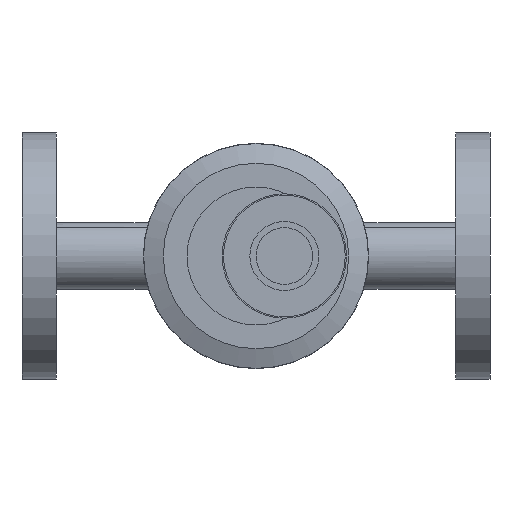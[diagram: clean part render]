
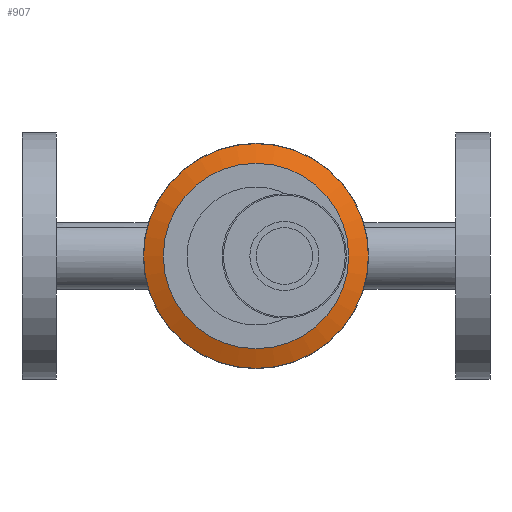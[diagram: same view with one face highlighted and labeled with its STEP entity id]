
A CAD part, left-side view. The second image highlights one B-rep face of the part: STEP entity #907.
In plain terms, the highlighted conical face has half-angle 70.048 degrees and reference radius 41.641 mm.
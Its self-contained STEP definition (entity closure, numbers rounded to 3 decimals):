
#26=CONICAL_SURFACE('',#1047,41.641,1.223);
#129=FACE_OUTER_BOUND('',#214,.T.);
#214=EDGE_LOOP('',(#764,#765,#766,#767));
#271=LINE('',#1762,#307);
#307=VECTOR('',#1307,41.641);
#375=CIRCLE('',#1046,45.652);
#376=CIRCLE('',#1048,37.631);
#456=VERTEX_POINT('',#1757);
#457=VERTEX_POINT('',#1760);
#564=EDGE_CURVE('',#456,#456,#375,.T.);
#565=EDGE_CURVE('',#457,#457,#376,.T.);
#566=EDGE_CURVE('',#457,#456,#271,.T.);
#764=ORIENTED_EDGE('',*,*,#565,.F.);
#765=ORIENTED_EDGE('',*,*,#566,.T.);
#766=ORIENTED_EDGE('',*,*,#564,.T.);
#767=ORIENTED_EDGE('',*,*,#566,.F.);
#907=ADVANCED_FACE('',(#129),#26,.T.);
#1046=AXIS2_PLACEMENT_3D('',#1758,#1301,#1302);
#1047=AXIS2_PLACEMENT_3D('',#1759,#1303,#1304);
#1048=AXIS2_PLACEMENT_3D('',#1761,#1305,#1306);
#1301=DIRECTION('center_axis',(-1.,0.,0.));
#1302=DIRECTION('ref_axis',(0.,0.,1.));
#1303=DIRECTION('center_axis',(1.,0.,0.));
#1304=DIRECTION('ref_axis',(0.,1.,0.));
#1305=DIRECTION('center_axis',(-1.,0.,0.));
#1306=DIRECTION('ref_axis',(0.,0.,1.));
#1307=DIRECTION('',(0.341,-0.94,0.));
#1757=CARTESIAN_POINT('',(229.613,-45.652,0.));
#1758=CARTESIAN_POINT('Origin',(229.613,0.,
0.));
#1759=CARTESIAN_POINT('Origin',(228.157,0.,
0.));
#1760=CARTESIAN_POINT('',(226.701,-37.631,0.));
#1761=CARTESIAN_POINT('Origin',(226.701,0.,
0.));
#1762=CARTESIAN_POINT('',(228.157,-41.641,0.));
